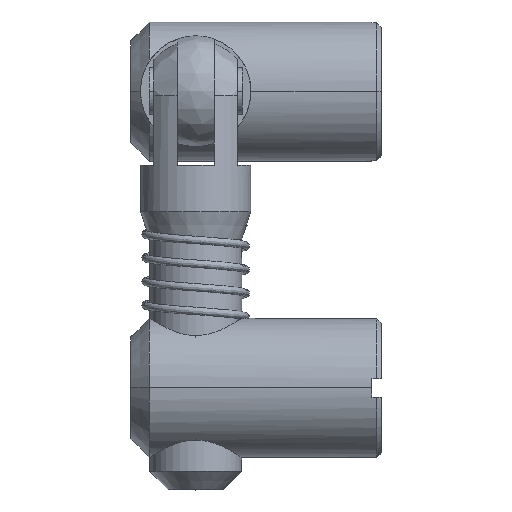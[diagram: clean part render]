
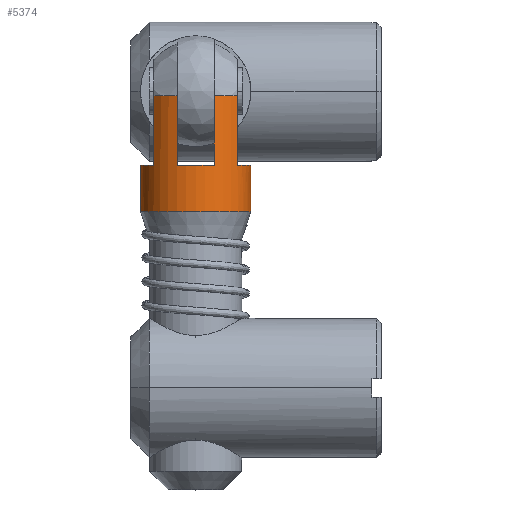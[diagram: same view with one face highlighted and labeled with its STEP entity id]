
A CAD part, top view. The second image highlights one B-rep face of the part: STEP entity #5374.
In plain terms, the highlighted cylindrical face has radius 5.95 mm (diameter 11.9 mm), a partial arc.
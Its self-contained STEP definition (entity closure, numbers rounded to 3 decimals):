
#45 = DIRECTION ( 'NONE',  ( 0., -1., 0. ) ) ;
#128 = VERTEX_POINT ( 'NONE', #230 ) ;
#169 = ORIENTED_EDGE ( 'NONE', *, *, #5919, .T. ) ;
#220 = LINE ( 'NONE', #1626, #3392 ) ;
#230 = CARTESIAN_POINT ( 'NONE',  ( -32.121, 8.416, 8.829 ) ) ;
#349 = CARTESIAN_POINT ( 'NONE',  ( -26.171, 8.416, 8.829 ) ) ;
#356 = DIRECTION ( 'NONE',  ( 0., -1., 0. ) ) ;
#364 = EDGE_CURVE ( 'NONE', #6647, #2640, #486, .T. ) ;
#367 = CARTESIAN_POINT ( 'NONE',  ( -30.671, 15.916, 12.721 ) ) ;
#376 = VERTEX_POINT ( 'NONE', #5663 ) ;
#484 = DIRECTION ( 'NONE',  ( 0., 1., 0. ) ) ;
#486 = LINE ( 'NONE', #5068, #2562 ) ;
#620 = CARTESIAN_POINT ( 'NONE',  ( -21.671, 21.866, 12.721 ) ) ;
#713 = VERTEX_POINT ( 'NONE', #7957 ) ;
#727 = CARTESIAN_POINT ( 'NONE',  ( -20.221, 21.866, 8.829 ) ) ;
#893 = VECTOR ( 'NONE', #2824, 1000. ) ;
#1226 = CIRCLE ( 'NONE', #2022, 5.95 ) ;
#1363 = DIRECTION ( 'NONE',  ( -1., 0., 0. ) ) ;
#1396 = VERTEX_POINT ( 'NONE', #6958 ) ;
#1410 = EDGE_CURVE ( 'NONE', #6288, #1734, #1226, .T. ) ;
#1452 = LINE ( 'NONE', #4117, #3425 ) ;
#1571 = CARTESIAN_POINT ( 'NONE',  ( -28.171, 15.916, 14.432 ) ) ;
#1614 = EDGE_CURVE ( 'NONE', #4527, #4239, #5031, .T. ) ;
#1626 = CARTESIAN_POINT ( 'NONE',  ( -30.671, 21.866, 12.721 ) ) ;
#1644 = DIRECTION ( 'NONE',  ( 0., -1., 0. ) ) ;
#1708 = CARTESIAN_POINT ( 'NONE',  ( -30.671, 8.416, 12.721 ) ) ;
#1734 = VERTEX_POINT ( 'NONE', #367 ) ;
#1903 = AXIS2_PLACEMENT_3D ( 'NONE', #3653, #484, #8269 ) ;
#2022 = AXIS2_PLACEMENT_3D ( 'NONE', #5495, #7420, #6267 ) ;
#2131 = CARTESIAN_POINT ( 'NONE',  ( -28.171, 21.866, 14.432 ) ) ;
#2257 = VERTEX_POINT ( 'NONE', #7036 ) ;
#2287 = ORIENTED_EDGE ( 'NONE', *, *, #3840, .T. ) ;
#2442 = VECTOR ( 'NONE', #3157, 1000. ) ;
#2562 = VECTOR ( 'NONE', #356, 1000. ) ;
#2604 = AXIS2_PLACEMENT_3D ( 'NONE', #7185, #45, #1363 ) ;
#2640 = VERTEX_POINT ( 'NONE', #8080 ) ;
#2657 = DIRECTION ( 'NONE',  ( 0., -1., 0. ) ) ;
#2719 = EDGE_CURVE ( 'NONE', #713, #376, #6508, .T. ) ;
#2824 = DIRECTION ( 'NONE',  ( 0., 1., 0. ) ) ;
#2905 = ORIENTED_EDGE ( 'NONE', *, *, #8373, .T. ) ;
#2999 = ORIENTED_EDGE ( 'NONE', *, *, #364, .T. ) ;
#3033 = EDGE_CURVE ( 'NONE', #1734, #4498, #220, .T. ) ;
#3157 = DIRECTION ( 'NONE',  ( 0., 1., 0. ) ) ;
#3263 = DIRECTION ( 'NONE',  ( -1., 0., 0. ) ) ;
#3392 = VECTOR ( 'NONE', #4158, 1000. ) ;
#3425 = VECTOR ( 'NONE', #6675, 1000. ) ;
#3457 = CARTESIAN_POINT ( 'NONE',  ( -21.671, 8.416, 12.721 ) ) ;
#3505 = AXIS2_PLACEMENT_3D ( 'NONE', #7459, #1644, #6910 ) ;
#3520 = AXIS2_PLACEMENT_3D ( 'NONE', #349, #4936, #7539 ) ;
#3653 = CARTESIAN_POINT ( 'NONE',  ( -26.171, 21.866, 8.829 ) ) ;
#3690 = DIRECTION ( 'NONE',  ( -1., 0., 0. ) ) ;
#3732 = DIRECTION ( 'NONE',  ( 0., -1., 0. ) ) ;
#3828 = FACE_OUTER_BOUND ( 'NONE', #5359, .T. ) ;
#3840 = EDGE_CURVE ( 'NONE', #1396, #4527, #6257, .T. ) ;
#3985 = LINE ( 'NONE', #727, #7049 ) ;
#4117 = CARTESIAN_POINT ( 'NONE',  ( -32.121, 21.866, 8.829 ) ) ;
#4158 = DIRECTION ( 'NONE',  ( 0., -1., 0. ) ) ;
#4239 = VERTEX_POINT ( 'NONE', #6509 ) ;
#4439 = ORIENTED_EDGE ( 'NONE', *, *, #8106, .F. ) ;
#4498 = VERTEX_POINT ( 'NONE', #1708 ) ;
#4527 = VERTEX_POINT ( 'NONE', #3457 ) ;
#4622 = ORIENTED_EDGE ( 'NONE', *, *, #2719, .F. ) ;
#4664 = CIRCLE ( 'NONE', #2604, 5.95 ) ;
#4889 = ORIENTED_EDGE ( 'NONE', *, *, #1410, .T. ) ;
#4936 = DIRECTION ( 'NONE',  ( 0., -1., 0. ) ) ;
#4965 = ORIENTED_EDGE ( 'NONE', *, *, #6053, .T. ) ;
#5031 = LINE ( 'NONE', #620, #2442 ) ;
#5042 = AXIS2_PLACEMENT_3D ( 'NONE', #7835, #2657, #3263 ) ;
#5068 = CARTESIAN_POINT ( 'NONE',  ( -24.171, 21.866, 14.432 ) ) ;
#5359 = EDGE_LOOP ( 'NONE', ( #4622, #4965, #2287, #6620, #169, #2999, #6357, #5690, #4889, #6878, #2905, #4439 ) ) ;
#5374 = ADVANCED_FACE ( 'NONE', ( #3828 ), #6389, .T. ) ;
#5480 = EDGE_CURVE ( 'NONE', #2640, #2257, #8045, .T. ) ;
#5495 = CARTESIAN_POINT ( 'NONE',  ( -26.171, 15.916, 8.829 ) ) ;
#5663 = CARTESIAN_POINT ( 'NONE',  ( -32.121, 3.416, 8.829 ) ) ;
#5690 = ORIENTED_EDGE ( 'NONE', *, *, #6387, .T. ) ;
#5827 = AXIS2_PLACEMENT_3D ( 'NONE', #8260, #3732, #3690 ) ;
#5919 = EDGE_CURVE ( 'NONE', #4239, #6647, #7180, .T. ) ;
#6053 = EDGE_CURVE ( 'NONE', #713, #1396, #3985, .T. ) ;
#6257 = CIRCLE ( 'NONE', #3520, 5.95 ) ;
#6267 = DIRECTION ( 'NONE',  ( -1., 0., 0. ) ) ;
#6288 = VERTEX_POINT ( 'NONE', #1571 ) ;
#6357 = ORIENTED_EDGE ( 'NONE', *, *, #5480, .T. ) ;
#6387 = EDGE_CURVE ( 'NONE', #2257, #6288, #8000, .T. ) ;
#6389 = CYLINDRICAL_SURFACE ( 'NONE', #1903, 5.95 ) ;
#6508 = CIRCLE ( 'NONE', #3505, 5.95 ) ;
#6509 = CARTESIAN_POINT ( 'NONE',  ( -21.671, 15.916, 12.721 ) ) ;
#6620 = ORIENTED_EDGE ( 'NONE', *, *, #1614, .T. ) ;
#6647 = VERTEX_POINT ( 'NONE', #7822 ) ;
#6675 = DIRECTION ( 'NONE',  ( 0., 1., 0. ) ) ;
#6878 = ORIENTED_EDGE ( 'NONE', *, *, #3033, .T. ) ;
#6910 = DIRECTION ( 'NONE',  ( -1., 0., 0. ) ) ;
#6958 = CARTESIAN_POINT ( 'NONE',  ( -20.221, 8.416, 8.829 ) ) ;
#7036 = CARTESIAN_POINT ( 'NONE',  ( -28.171, 8.416, 14.432 ) ) ;
#7049 = VECTOR ( 'NONE', #7276, 1000. ) ;
#7180 = CIRCLE ( 'NONE', #5827, 5.95 ) ;
#7185 = CARTESIAN_POINT ( 'NONE',  ( -26.171, 8.416, 8.829 ) ) ;
#7276 = DIRECTION ( 'NONE',  ( 0., 1., 0. ) ) ;
#7420 = DIRECTION ( 'NONE',  ( 0., -1., 0. ) ) ;
#7459 = CARTESIAN_POINT ( 'NONE',  ( -26.171, 3.416, 8.829 ) ) ;
#7539 = DIRECTION ( 'NONE',  ( -1., 0., 0. ) ) ;
#7822 = CARTESIAN_POINT ( 'NONE',  ( -24.171, 15.916, 14.432 ) ) ;
#7835 = CARTESIAN_POINT ( 'NONE',  ( -26.171, 8.416, 8.829 ) ) ;
#7957 = CARTESIAN_POINT ( 'NONE',  ( -20.221, 3.416, 8.829 ) ) ;
#8000 = LINE ( 'NONE', #2131, #893 ) ;
#8045 = CIRCLE ( 'NONE', #5042, 5.95 ) ;
#8080 = CARTESIAN_POINT ( 'NONE',  ( -24.171, 8.416, 14.432 ) ) ;
#8106 = EDGE_CURVE ( 'NONE', #376, #128, #1452, .T. ) ;
#8260 = CARTESIAN_POINT ( 'NONE',  ( -26.171, 15.916, 8.829 ) ) ;
#8269 = DIRECTION ( 'NONE',  ( -1., 0., 0. ) ) ;
#8373 = EDGE_CURVE ( 'NONE', #4498, #128, #4664, .T. ) ;
